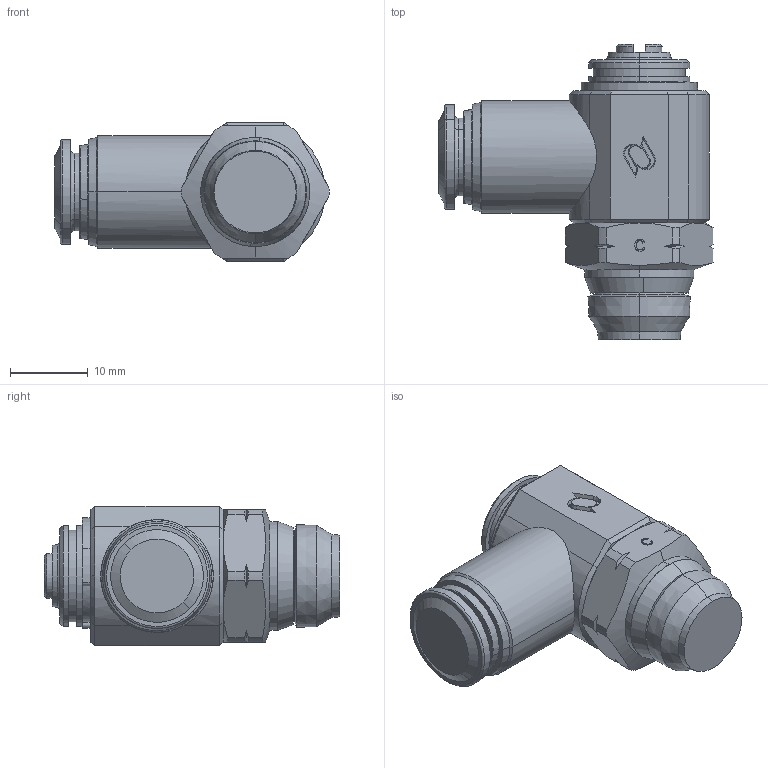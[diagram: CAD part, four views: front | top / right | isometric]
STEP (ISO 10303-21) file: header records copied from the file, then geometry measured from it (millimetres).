
FILE_DESCRIPTION (( 'STEP AP214' ), '1' );
FILE_NAME ('5790100011A.step', '2012-10-22T17:39:17', ( '' ), ( '' ), 'SwSTEP 2.0', 'SolidWorks 2012', '' );
FILE_SCHEMA (( 'AUTOMOTIVE_DESIGN' ));
Length unit declared in the file: millimetre
Products named in the file (1): 5790100011A
Bounding box: 35.28 x 38 x 18 mm (x, y, z)
Volume: 9666.2 mm3; surface area: 4971 mm2
Topology: 1 solids, 1 shells, 239 faces, 559 edges, 341 vertices
Faces by surface type: plane 73, cone 72, cylinder 60, torus 26, bspline 8
Entity records: 8852 total; most frequent: CARTESIAN_POINT 2100, DIRECTION 1196, ORIENTED_EDGE 1118, EDGE_CURVE 559, AXIS2_PLACEMENT_3D 479, VERTEX_POINT 341, EDGE_LOOP 258, CIRCLE 247
